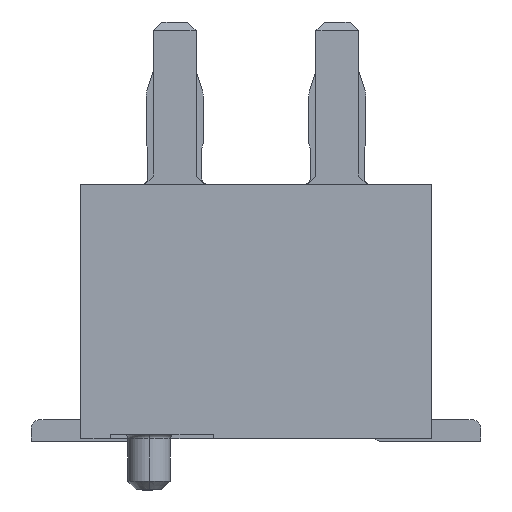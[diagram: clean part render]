
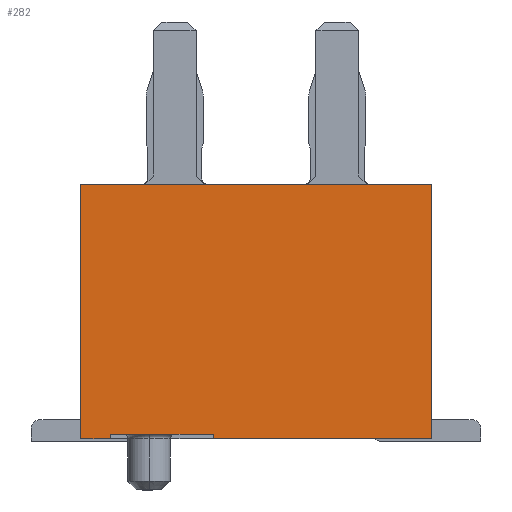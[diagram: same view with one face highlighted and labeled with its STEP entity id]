
A CAD part, left-side view. The second image highlights one B-rep face of the part: STEP entity #282.
In plain terms, the highlighted planar face has unit normal (-1, 0, 0).
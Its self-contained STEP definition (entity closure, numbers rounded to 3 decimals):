
#187=CARTESIAN_POINT('',(-2.499,0.408,-2.435));
#188=VERTEX_POINT('',#187);
#195=CARTESIAN_POINT('',(-2.499,0.408,-2.385));
#196=VERTEX_POINT('',#195);
#197=CARTESIAN_POINT('',(-2.499,0.408,-2.435));
#198=DIRECTION('',(0.,0.,1.));
#199=VECTOR('',#198,0.05);
#200=LINE('',#197,#199);
#201=EDGE_CURVE('',#188,#196,#200,.T.);
#220=CARTESIAN_POINT('',(-2.499,1.908,2.235));
#221=DIRECTION('',(0.,1.,0.));
#222=DIRECTION('',(-1.,0.,-0.));
#223=AXIS2_PLACEMENT_3D('',#220,#222,#221);
#224=PLANE('',#223);
#225=CARTESIAN_POINT('',(-2.499,1.958,-2.435));
#226=VERTEX_POINT('',#225);
#227=CARTESIAN_POINT('',(-2.499,1.608,-2.435));
#228=VERTEX_POINT('',#227);
#229=CARTESIAN_POINT('',(-2.499,1.958,-2.435));
#230=DIRECTION('',(0.,-1.,0.));
#231=VECTOR('',#230,0.35);
#232=LINE('',#229,#231);
#233=EDGE_CURVE('',#226,#228,#232,.T.);
#234=ORIENTED_EDGE('',*,*,#233,.T.);
#235=CARTESIAN_POINT('',(-2.499,1.608,-2.385));
#236=VERTEX_POINT('',#235);
#237=CARTESIAN_POINT('',(-2.499,1.608,-2.435));
#238=DIRECTION('',(0.,0.,1.));
#239=VECTOR('',#238,0.05);
#240=LINE('',#237,#239);
#241=EDGE_CURVE('',#228,#236,#240,.T.);
#242=ORIENTED_EDGE('',*,*,#241,.T.);
#243=CARTESIAN_POINT('',(-2.499,0.408,-2.385));
#244=DIRECTION('',(0.,1.,0.));
#245=VECTOR('',#244,1.2);
#246=LINE('',#243,#245);
#247=EDGE_CURVE('',#196,#236,#246,.T.);
#248=ORIENTED_EDGE('',*,*,#247,.F.);
#249=ORIENTED_EDGE('',*,*,#201,.F.);
#250=CARTESIAN_POINT('',(-2.499,-2.142,-2.435));
#251=VERTEX_POINT('',#250);
#252=CARTESIAN_POINT('',(-2.499,0.408,-2.435));
#253=DIRECTION('',(0.,-1.,0.));
#254=VECTOR('',#253,2.55);
#255=LINE('',#252,#254);
#256=EDGE_CURVE('',#188,#251,#255,.T.);
#257=ORIENTED_EDGE('',*,*,#256,.T.);
#258=CARTESIAN_POINT('',(-2.499,-2.142,0.535));
#259=VERTEX_POINT('',#258);
#260=CARTESIAN_POINT('',(-2.499,-2.142,0.535));
#261=DIRECTION('',(0.,0.,-1.));
#262=VECTOR('',#261,2.97);
#263=LINE('',#260,#262);
#264=EDGE_CURVE('',#259,#251,#263,.T.);
#265=ORIENTED_EDGE('',*,*,#264,.F.);
#266=CARTESIAN_POINT('',(-2.499,1.958,0.535));
#267=VERTEX_POINT('',#266);
#268=CARTESIAN_POINT('',(-2.499,-2.142,0.535));
#269=DIRECTION('',(0.,1.,0.));
#270=VECTOR('',#269,4.1);
#271=LINE('',#268,#270);
#272=EDGE_CURVE('',#259,#267,#271,.T.);
#273=ORIENTED_EDGE('',*,*,#272,.T.);
#274=CARTESIAN_POINT('',(-2.499,1.958,0.535));
#275=DIRECTION('',(0.,0.,-1.));
#276=VECTOR('',#275,2.97);
#277=LINE('',#274,#276);
#278=EDGE_CURVE('',#267,#226,#277,.T.);
#279=ORIENTED_EDGE('',*,*,#278,.T.);
#280=EDGE_LOOP('',(#234,#242,#248,#249,#257,#265,#273,#279));
#281=FACE_OUTER_BOUND('',#280,.T.);
#282=ADVANCED_FACE('',(#281),#224,.T.);
